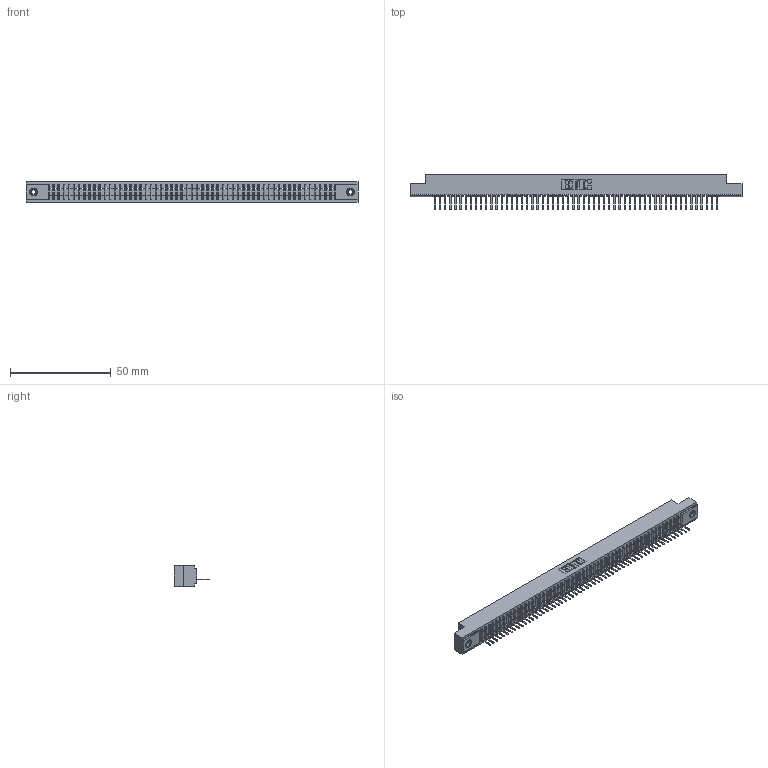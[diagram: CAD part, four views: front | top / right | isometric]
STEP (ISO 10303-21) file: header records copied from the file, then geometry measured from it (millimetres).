
FILE_DESCRIPTION (( 'STEP AP203' ), '1' );
FILE_NAME ('391-056-521-108.STEP', '2018-08-09T07:59:57', ( '' ), ( '' ), 'SwSTEP 2.0', 'SolidWorks 2016', '' );
FILE_SCHEMA (( 'CONFIG_CONTROL_DESIGN' ));
Length unit declared in the file: inch
Products named in the file (4): 341 Part_.156 (3.96) Dia Mounting Holes; 341-292-001_341-292-121; 345-250-001_345-250-003-102; 391-056-521-108
Assembly tree (59 placements, depth 2):
  391-056-521-108
    341 Part_.156 (3.96) Dia Mounting Holes
    341-292-001_341-292-121  x56
    345-250-001_345-250-003-102  x2
Bounding box: 164.47 x 17.7 x 10.16 mm (x, y, z)
Volume: 11792.5 mm3; surface area: 18851.9 mm2
Topology: 59 solids, 59 shells, 4768 faces, 13724 edges, 8802 vertices
Faces by surface type: plane 2956, cylinder 1572, sphere 114, torus 114, cone 12
Entity records: 65300 total; most frequent: CARTESIAN_POINT 11079, ORIENTED_EDGE 11060, DIRECTION 10694, EDGE_CURVE 5530, LINE 4480, VECTOR 4480, VERTEX_POINT 3492, AXIS2_PLACEMENT_3D 3107
